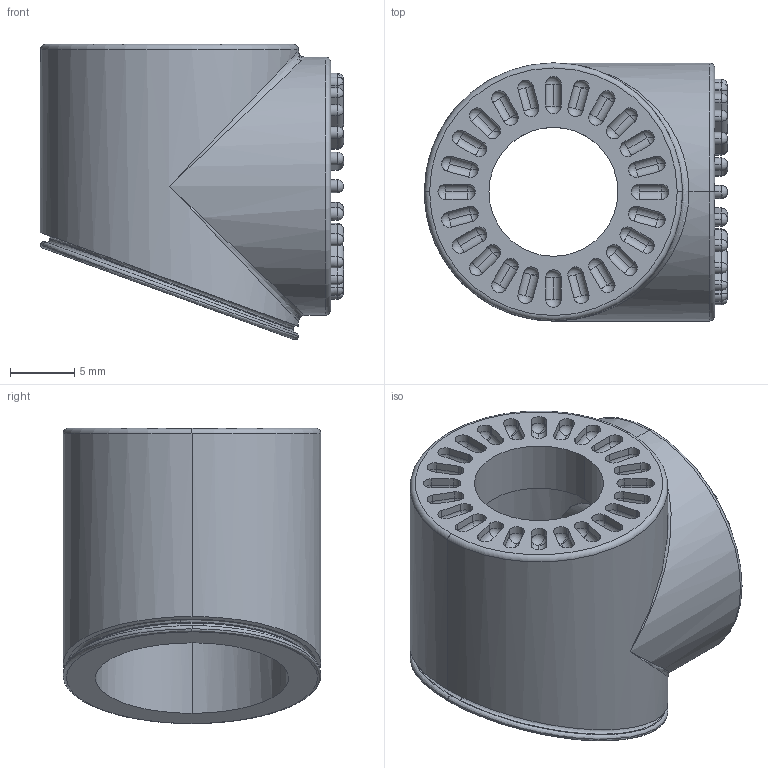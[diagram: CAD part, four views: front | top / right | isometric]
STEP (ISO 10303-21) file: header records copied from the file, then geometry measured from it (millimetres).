
FILE_DESCRIPTION (( 'STEP AP203' ), '1' );
FILE_NAME ('J1.STEP', '2024-09-27T09:30:06', ( '' ), ( '' ), 'SwSTEP 2.0', 'SolidWorks 2022', '' );
FILE_SCHEMA (( 'CONFIG_CONTROL_DESIGN' ));
Length unit declared in the file: millimetre
Products named in the file (1): J1
Bounding box: 23.5 x 20 x 22.89 mm (x, y, z)
Volume: 3886.2 mm3; surface area: 3204.1 mm2
Topology: 1 solids, 1 shells, 516 faces, 1322 edges, 750 vertices
Faces by surface type: cylinder 252, sphere 140, plane 103, bspline 17, torus 4
Entity records: 16563 total; most frequent: CARTESIAN_POINT 4996, DIRECTION 2632, ORIENTED_EDGE 2252, EDGE_CURVE 1126, AXIS2_PLACEMENT_3D 1067, VERTEX_POINT 662, EDGE_LOOP 570, CIRCLE 567
